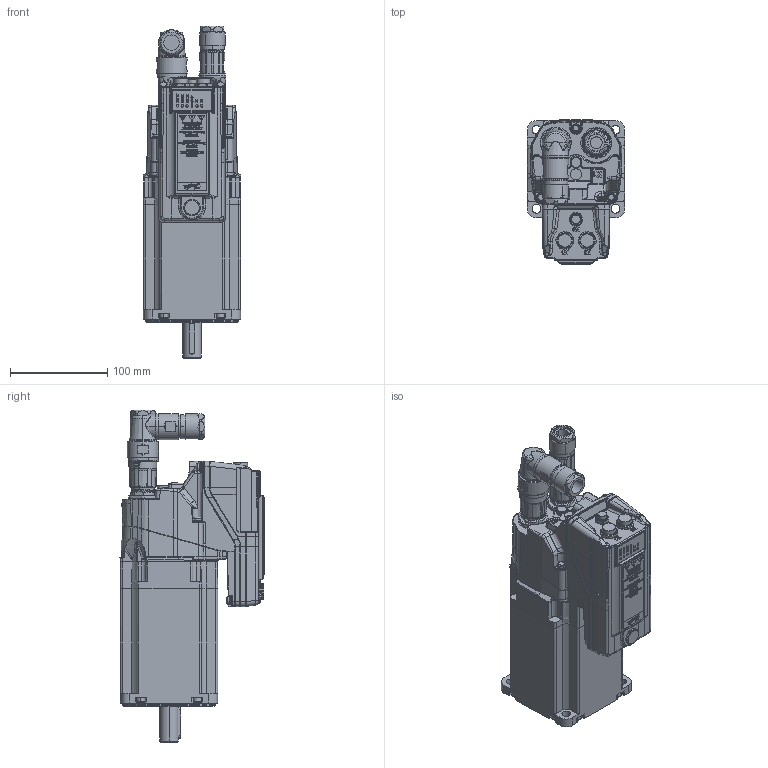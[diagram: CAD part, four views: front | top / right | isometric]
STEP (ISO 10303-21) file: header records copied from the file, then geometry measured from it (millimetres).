
FILE_DESCRIPTION((''),'2;1');
FILE_NAME('ISD520_B63_06U_SF_LIGHT_ASM','2024-03-07T16:13:54',('U319744'),('Danfoss Drives'),'CREO PARAMETRIC BY PTC INC, 2022124','CREO PARAMETRIC BY PTC INC, 2022124','');
FILE_SCHEMA(('CONFIG_CONTROL_DESIGN','GEOMETRIC_VALIDATION_PROPERTIES_MIM'));
Products named in the file (7): ISD520_B63_DRIVE_E1; 175G0336; 175G0337; HUMMEL_755660000S; 175G0548; B63_06U_SF_AFLANGE_STATOR; ISD520_B63_06U_SF_LIGHT_ASM
Assembly tree (6 placements, depth 2):
  ISD520_B63_06U_SF_LIGHT_ASM
    ISD520_B63_DRIVE_E1
    175G0336
    175G0337
    HUMMEL_755660000S
    175G0548
    B63_06U_SF_AFLANGE_STATOR
Bounding box: 100.2 x 148.76 x 341.82 mm (x, y, z)
Volume: 425024.2 mm3; surface area: 297842.6 mm2
Topology: 8 solids, 296 shells, 3153 faces, 10684 edges, 7823 vertices
Faces by surface type: plane 1032, cylinder 838, bspline 541, cone 323, torus 257, extrusion 121, sphere 33, revolution 8
Entity records: 202437 total; most frequent: CARTESIAN_POINT 99215, ORIENTED_EDGE 17435, DIRECTION 14563, EDGE_CURVE 10622, VERTEX_POINT 7820, AXIS2_PLACEMENT_3D 5175, PRESENTATION_STYLE_ASSIGNMENT 4360, STYLED_ITEM 4348
